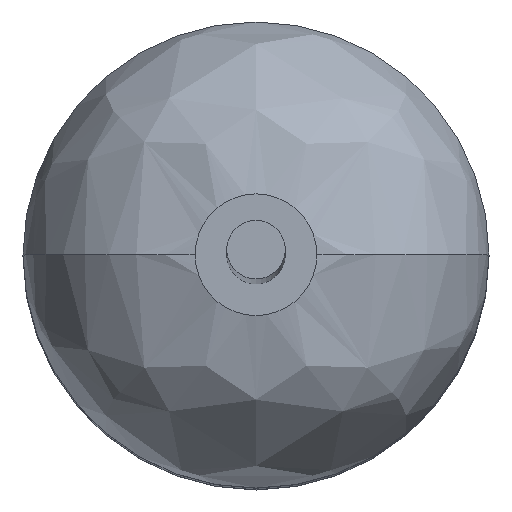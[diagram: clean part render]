
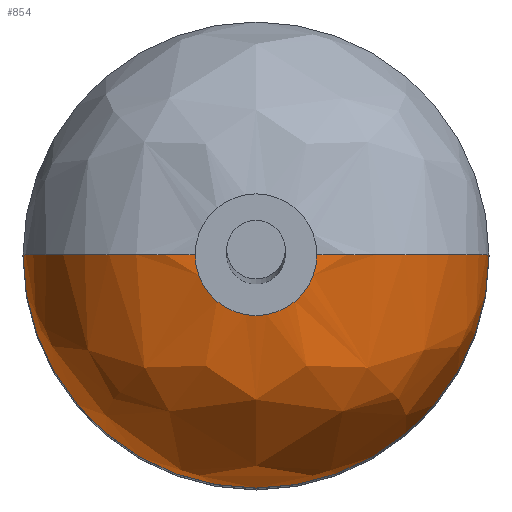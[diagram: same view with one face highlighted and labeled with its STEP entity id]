
A CAD part, top view. The second image highlights one B-rep face of the part: STEP entity #854.
In plain terms, the highlighted free-form (B-spline) face has degree [3, 3] with [7, 4] control points.
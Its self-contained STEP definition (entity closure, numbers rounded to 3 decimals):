
#34=CARTESIAN_POINT('',(0.,0.,6.35));
#35=DIRECTION('',(0.,0.,1.));
#36=DIRECTION('',(-1.,0.,0.));
#37=AXIS2_PLACEMENT_3D('',#34,#35,#36);
#248=CARTESIAN_POINT('',(0.,0.,4.85));
#249=DIRECTION('',(0.,0.,1.));
#250=DIRECTION('',(-1.,0.,0.));
#251=AXIS2_PLACEMENT_3D('',#248,#249,#250);
#267=CARTESIAN_POINT('',(0.53,0.,4.85));
#268=DIRECTION('',(0.,1.,0.));
#269=DIRECTION('',(0.,0.,1.));
#270=AXIS2_PLACEMENT_3D('',#267,#268,#269);
#272=CARTESIAN_POINT('',(-0.53,0.,4.85));
#273=DIRECTION('',(0.,-1.,0.));
#274=DIRECTION('',(0.,0.,1.));
#275=AXIS2_PLACEMENT_3D('',#272,#273,#274);
#293=CARTESIAN_POINT('',(0.53,0.,6.35));
#294=CARTESIAN_POINT('',(-0.53,0.,6.35));
#295=VERTEX_POINT('',#293);
#296=VERTEX_POINT('',#294);
#297=CARTESIAN_POINT('',(2.03,0.,4.85));
#298=CARTESIAN_POINT('',(-2.03,0.,4.85));
#299=VERTEX_POINT('',#297);
#300=VERTEX_POINT('',#298);
#819=CARTESIAN_POINT('',(-2.025,0.127,4.803));
#820=CARTESIAN_POINT('',(-2.054,0.129,5.726));
#821=CARTESIAN_POINT('',(-1.403,0.088,6.378));
#822=CARTESIAN_POINT('',(-0.482,0.03,
6.349));
#823=CARTESIAN_POINT('',(-2.104,-1.119,4.803));
#824=CARTESIAN_POINT('',(-2.134,-1.135,5.726));
#825=CARTESIAN_POINT('',(-1.457,-0.775,
6.378));
#826=CARTESIAN_POINT('',(-0.501,-0.266,
6.349));
#827=CARTESIAN_POINT('',(-1.249,-2.029,4.803));
#828=CARTESIAN_POINT('',(-1.267,-2.058,5.726));
#829=CARTESIAN_POINT('',(-0.865,-1.406,
6.378));
#830=CARTESIAN_POINT('',(-0.297,-0.483,
6.349));
#831=CARTESIAN_POINT('',(0.,-2.029,4.803));
#832=CARTESIAN_POINT('',(0.,-2.058,5.726));
#833=CARTESIAN_POINT('',(0.,-1.406,6.378));
#834=CARTESIAN_POINT('',(0.,-0.483,
6.349));
#835=CARTESIAN_POINT('',(1.249,-2.029,4.803));
#836=CARTESIAN_POINT('',(1.267,-2.058,5.726));
#837=CARTESIAN_POINT('',(0.865,-1.406,6.378));
#838=CARTESIAN_POINT('',(0.297,-0.483,
6.349));
#839=CARTESIAN_POINT('',(2.104,-1.119,4.803));
#840=CARTESIAN_POINT('',(2.134,-1.135,5.726));
#841=CARTESIAN_POINT('',(1.457,-0.775,6.378));
#842=CARTESIAN_POINT('',(0.501,-0.266,
6.349));
#843=CARTESIAN_POINT('',(2.025,0.127,4.803));
#844=CARTESIAN_POINT('',(2.054,0.129,5.726));
#845=CARTESIAN_POINT('',(1.403,0.088,6.378));
#846=CARTESIAN_POINT('',(0.482,0.03,6.349));
#847=(BOUNDED_SURFACE()B_SPLINE_SURFACE(3,3,((#819,#820,#821,#822),(#823,#824,
#825,#826),(#827,#828,#829,#830),(#831,#832,#833,#834),(#835,#836,#837,#838),(
#839,#840,#841,#842),(#843,#844,#845,#846)),.UNSPECIFIED.,.F.,.F.,.F.)B_SPLINE_SURFACE_WITH_KNOTS((4,3,4),(4,4),(0.,1.,2.),(0.,1.),.UNSPECIFIED.)GEOMETRIC_REPRESENTATION_ITEM()RATIONAL_B_SPLINE_SURFACE(((1.41,
1.113,1.113,1.41),(1.113,
0.879,0.879,1.113),(1.113,
0.879,0.879,1.113),(1.41,
1.113,1.113,1.41),(1.113,
0.879,0.879,1.113),(1.113,
0.879,0.879,1.113),(1.41,
1.113,1.113,1.41)))REPRESENTATION_ITEM('')SURFACE());
#848=ORIENTED_EDGE('',*,*,#391,.T.);
#849=ORIENTED_EDGE('',*,*,#814,.T.);
#850=ORIENTED_EDGE('',*,*,#761,.F.);
#851=ORIENTED_EDGE('',*,*,#811,.F.);
#852=EDGE_LOOP('',(#848,#849,#850,#851));
#853=FACE_OUTER_BOUND('',#852,.F.);
#38=CIRCLE('',#37,0.53);
#252=CIRCLE('',#251,2.03);
#271=CIRCLE('',#270,1.5);
#276=CIRCLE('',#275,1.5);
#391=EDGE_CURVE('',#296,#295,#38,.T.);
#761=EDGE_CURVE('',#300,#299,#252,.T.);
#811=EDGE_CURVE('',#296,#300,#276,.T.);
#814=EDGE_CURVE('',#295,#299,#271,.T.);
#854=ADVANCED_FACE('',(#853),#847,.T.);
